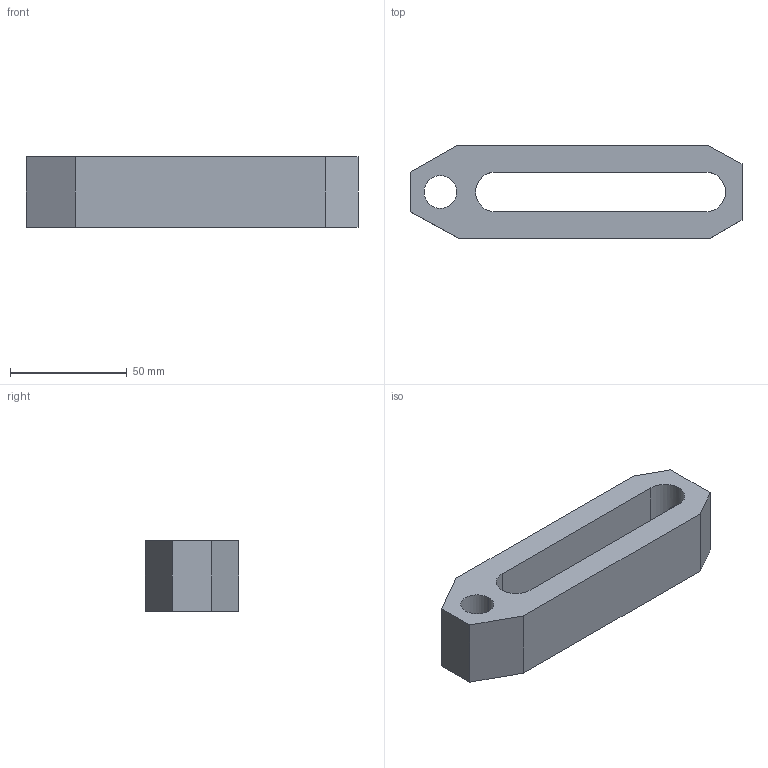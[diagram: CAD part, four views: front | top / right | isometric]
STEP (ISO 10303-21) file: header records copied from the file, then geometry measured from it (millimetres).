
FILE_DESCRIPTION(('STEP AP214'),'1');
FILE_NAME('haldern_eh_23700_0026.stp','2017-06-21T06:33:35',('TraceParts'),('TraceParts S.A.'),'Spatial InterOp 3D',' ',' ');
FILE_SCHEMA(('automotive_design'));
Length unit declared in the file: millimetre
Products named in the file (1): haldern_eh_23700_0026
Bounding box: 142 x 40 x 30 mm (x, y, z)
Volume: 101913.2 mm3; surface area: 25262.2 mm2
Topology: 1 solids, 1 shells, 22 faces, 57 edges, 37 vertices
Faces by surface type: plane 12, cylinder 6, cone 4
Entity records: 949 total; most frequent: CARTESIAN_POINT 189, DIRECTION 114, ORIENTED_EDGE 114, EDGE_CURVE 57, LINE 40, VECTOR 40, AXIS2_PLACEMENT_3D 37, VERTEX_POINT 37
